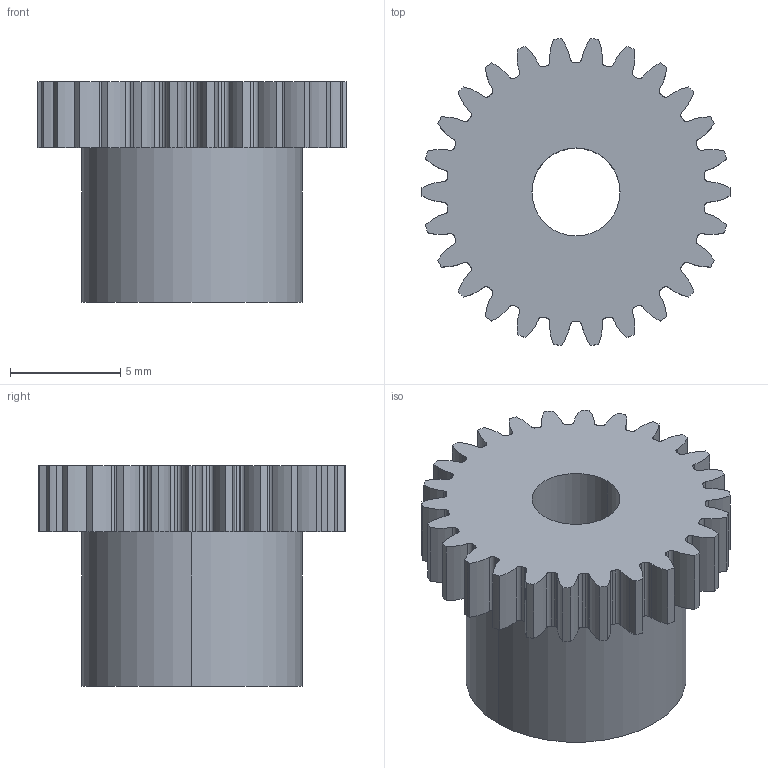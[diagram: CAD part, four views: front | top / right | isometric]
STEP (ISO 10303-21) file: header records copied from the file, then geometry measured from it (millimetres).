
FILE_DESCRIPTION (( 'STEP AP214' ), '1' );
FILE_NAME ('119-005-026.step', '2010-07-19T13:51:07', ( 'WMH Herion Antriebstechnik GmbH' ), ( 'WMH Herion Antriebstechnik GmbH' ), 'SwSTEP 2.0', 'SolidWorks 2010', '' );
FILE_SCHEMA (( 'AUTOMOTIVE_DESIGN' ));
Length unit declared in the file: millimetre
Products named in the file (1): 119-005-026
Bounding box: 14 x 13.94 x 10 mm (x, y, z)
Volume: 817.3 mm3; surface area: 824.1 mm2
Topology: 1 solids, 1 shells, 180 faces, 531 edges, 354 vertices
Faces by surface type: cylinder 177, plane 3
Entity records: 6267 total; most frequent: DIRECTION 1247, CARTESIAN_POINT 1066, ORIENTED_EDGE 1062, AXIS2_PLACEMENT_3D 535, EDGE_CURVE 531, VERTEX_POINT 354, CIRCLE 354, EDGE_LOOP 183
